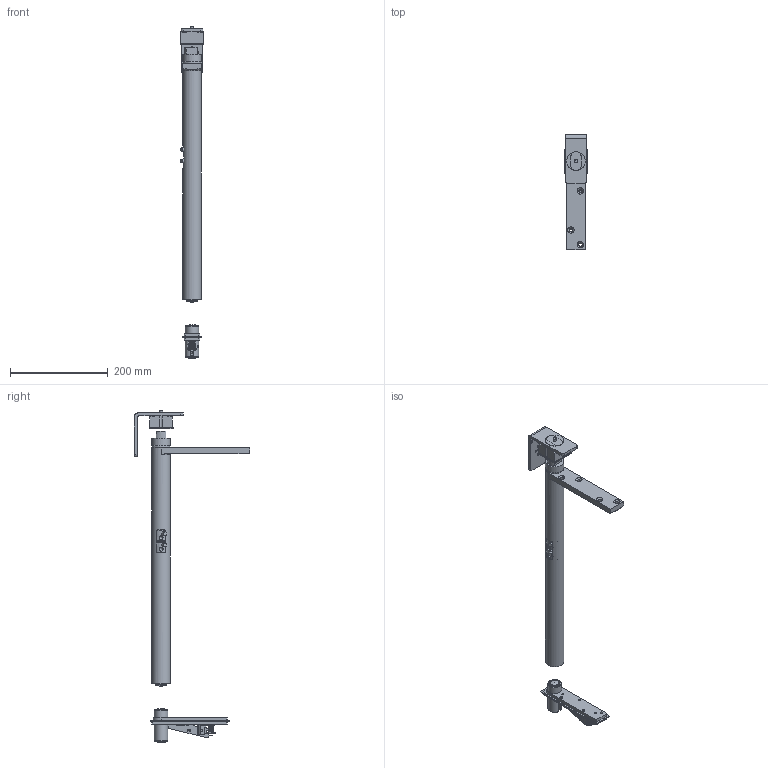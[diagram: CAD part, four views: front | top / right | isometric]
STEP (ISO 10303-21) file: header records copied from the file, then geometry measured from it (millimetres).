
FILE_DESCRIPTION(/* description */ (''),/* implementation_level */ '2;1');
FILE_NAME(/* name */ '25322GT.stp',/* time_stamp */ '2019-08-07T09:44:43+02:00',/* author */ ('Marc'),/* organization */ (''),/* preprocessor_version */ 'ST-DEVELOPER v17.2',/* originating_system */ 'Autodesk Inventor 2019',/* authorisation */ '');
FILE_SCHEMA (('AUTOMOTIVE_DESIGN { 1 0 10303 214 3 1 1 }'));
Length unit declared in the file: millimetre
Products named in the file (1): 25322GT
Bounding box: 49 x 235.5 x 679.5 mm (x, y, z)
Volume: 445453.4 mm3; surface area: 201648.5 mm2
Topology: 5 solids, 6 shells, 899 faces, 2412 edges, 1583 vertices
Faces by surface type: plane 427, cylinder 265, bspline 86, cone 70, torus 46, sphere 5
Full cylindrical faces by diameter (mm): 1 x2, 2.459 x2, 2.63 x2, 3 x1, 3.242 x14, 3.6 x2, 4 x5, 4.134 x2, 4.2 x1, 5 x2, 5.2 x1, 5.5 x10, 6 x3, 6.5 x1, 7 x8, 7.5 x1, 7.601 x2, 8 x4, 8.376 x7, 10 x5, 11.5 x1, 13.5 x1, 14 x1, 15 x2, 16 x1, 18 x2, 19.5 x1, 26 x2, 28 x1, 33 x1
Entity records: 35002 total; most frequent: CARTESIAN_POINT 12038, ORIENTED_EDGE 4806, DIRECTION 4295, EDGE_CURVE 2403, VERTEX_POINT 1584, AXIS2_PLACEMENT_3D 1535, LINE 1225, VECTOR 1225
